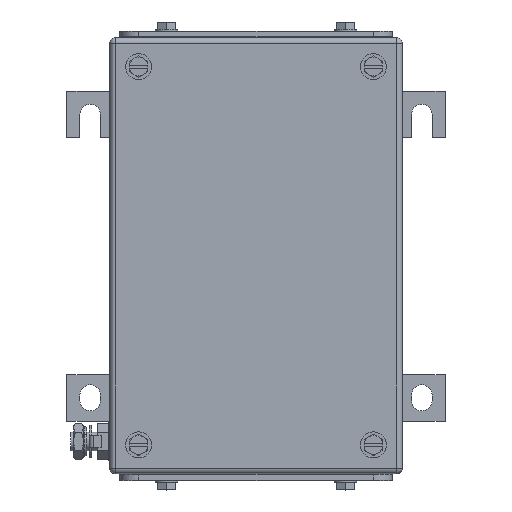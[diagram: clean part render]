
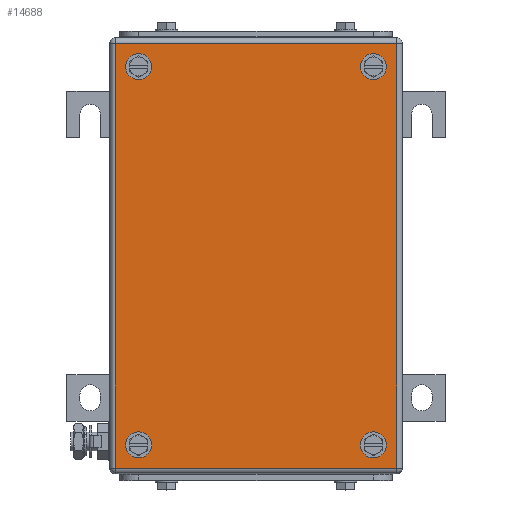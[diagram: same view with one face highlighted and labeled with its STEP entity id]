
A CAD part, top view. The second image highlights one B-rep face of the part: STEP entity #14688.
In plain terms, the highlighted planar face has unit normal (0, 0, 1).
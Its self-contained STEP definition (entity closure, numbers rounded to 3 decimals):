
#14562=AXIS2_PLACEMENT_3D('Circle Axis2P3D',#14560,#14561,$) ;
#14589=AXIS2_PLACEMENT_3D('Plane Axis2P3D',#14586,#14587,#14588) ;
#14627=AXIS2_PLACEMENT_3D('Circle Axis2P3D',#14625,#14626,$) ;
#14636=AXIS2_PLACEMENT_3D('Circle Axis2P3D',#14634,#14635,$) ;
#14645=AXIS2_PLACEMENT_3D('Circle Axis2P3D',#14643,#14644,$) ;
#14654=AXIS2_PLACEMENT_3D('Circle Axis2P3D',#14652,#14653,$) ;
#14663=AXIS2_PLACEMENT_3D('Circle Axis2P3D',#14661,#14662,$) ;
#14672=AXIS2_PLACEMENT_3D('Circle Axis2P3D',#14670,#14671,$) ;
#14681=AXIS2_PLACEMENT_3D('Circle Axis2P3D',#14679,#14680,$) ;
#14557=CARTESIAN_POINT('Vertex',(161.5,23.5,136.5)) ;
#14560=CARTESIAN_POINT('Axis2P3D Location',(165.,23.5,136.5)) ;
#14564=CARTESIAN_POINT('Vertex',(168.5,23.5,136.5)) ;
#14586=CARTESIAN_POINT('Axis2P3D Location',(101.5,125.5,136.5)) ;
#14591=CARTESIAN_POINT('Line Origine',(101.5,11.5,136.5)) ;
#14595=CARTESIAN_POINT('Vertex',(26.,11.5,136.5)) ;
#14597=CARTESIAN_POINT('Vertex',(177.,11.5,136.5)) ;
#14600=CARTESIAN_POINT('Line Origine',(177.,125.5,136.5)) ;
#14604=CARTESIAN_POINT('Vertex',(177.,239.5,136.5)) ;
#14607=CARTESIAN_POINT('Line Origine',(101.5,239.5,136.5)) ;
#14611=CARTESIAN_POINT('Vertex',(26.,239.5,136.5)) ;
#14614=CARTESIAN_POINT('Line Origine',(26.,125.5,136.5)) ;
#14625=CARTESIAN_POINT('Axis2P3D Location',(165.,23.5,136.5)) ;
#14634=CARTESIAN_POINT('Axis2P3D Location',(165.,227.5,136.5)) ;
#14638=CARTESIAN_POINT('Vertex',(168.5,227.5,136.5)) ;
#14640=CARTESIAN_POINT('Vertex',(161.5,227.5,136.5)) ;
#14643=CARTESIAN_POINT('Axis2P3D Location',(165.,227.5,136.5)) ;
#14652=CARTESIAN_POINT('Axis2P3D Location',(38.,227.5,136.5)) ;
#14656=CARTESIAN_POINT('Vertex',(34.5,227.5,136.5)) ;
#14658=CARTESIAN_POINT('Vertex',(41.5,227.5,136.5)) ;
#14661=CARTESIAN_POINT('Axis2P3D Location',(38.,227.5,136.5)) ;
#14670=CARTESIAN_POINT('Axis2P3D Location',(38.,23.5,136.5)) ;
#14674=CARTESIAN_POINT('Vertex',(34.5,23.5,136.5)) ;
#14676=CARTESIAN_POINT('Vertex',(41.5,23.5,136.5)) ;
#14679=CARTESIAN_POINT('Axis2P3D Location',(38.,23.5,136.5)) ;
#14561=DIRECTION('Axis2P3D Direction',(0.,0.,1.)) ;
#14587=DIRECTION('Axis2P3D Direction',(0.,0.,1.)) ;
#14588=DIRECTION('Axis2P3D XDirection',(-1.,0.,0.)) ;
#14592=DIRECTION('Vector Direction',(-1.,0.,0.)) ;
#14601=DIRECTION('Vector Direction',(0.,1.,0.)) ;
#14608=DIRECTION('Vector Direction',(-1.,0.,0.)) ;
#14615=DIRECTION('Vector Direction',(0.,-1.,0.)) ;
#14626=DIRECTION('Axis2P3D Direction',(0.,0.,1.)) ;
#14635=DIRECTION('Axis2P3D Direction',(0.,0.,1.)) ;
#14644=DIRECTION('Axis2P3D Direction',(0.,0.,1.)) ;
#14653=DIRECTION('Axis2P3D Direction',(0.,0.,1.)) ;
#14662=DIRECTION('Axis2P3D Direction',(0.,0.,1.)) ;
#14671=DIRECTION('Axis2P3D Direction',(0.,0.,1.)) ;
#14680=DIRECTION('Axis2P3D Direction',(0.,0.,1.)) ;
#14593=VECTOR('Line Direction',#14592,1.) ;
#14602=VECTOR('Line Direction',#14601,1.) ;
#14609=VECTOR('Line Direction',#14608,1.) ;
#14616=VECTOR('Line Direction',#14615,1.) ;
#14620=ORIENTED_EDGE('',*,*,#14599,.T.) ;
#14621=ORIENTED_EDGE('',*,*,#14606,.T.) ;
#14622=ORIENTED_EDGE('',*,*,#14613,.T.) ;
#14623=ORIENTED_EDGE('',*,*,#14618,.T.) ;
#14631=ORIENTED_EDGE('',*,*,#14629,.F.) ;
#14632=ORIENTED_EDGE('',*,*,#14566,.F.) ;
#14649=ORIENTED_EDGE('',*,*,#14642,.F.) ;
#14650=ORIENTED_EDGE('',*,*,#14647,.F.) ;
#14667=ORIENTED_EDGE('',*,*,#14660,.F.) ;
#14668=ORIENTED_EDGE('',*,*,#14665,.F.) ;
#14685=ORIENTED_EDGE('',*,*,#14678,.F.) ;
#14686=ORIENTED_EDGE('',*,*,#14683,.F.) ;
#14633=FACE_BOUND('',#14630,.T.) ;
#14651=FACE_BOUND('',#14648,.T.) ;
#14669=FACE_BOUND('',#14666,.T.) ;
#14687=FACE_BOUND('',#14684,.T.) ;
#14688=ADVANCED_FACE('1195670000.1\\1195670000.1\\Product6_AllCATPart.1\\ZUB_KTB_FS_221513_2GP_AllCATPart.2\\ZUB_DE_KTB_FS_260x260.1\\DE_KTB_MH_PART_MASTER.1\\Koerper.2',(#14624,#14633,#14651,#14669,#14687),#14590,.T.) ;
#14563=CIRCLE('generated circle',#14562,3.5) ;
#14628=CIRCLE('generated circle',#14627,3.5) ;
#14637=CIRCLE('generated circle',#14636,3.5) ;
#14646=CIRCLE('generated circle',#14645,3.5) ;
#14655=CIRCLE('generated circle',#14654,3.5) ;
#14664=CIRCLE('generated circle',#14663,3.5) ;
#14673=CIRCLE('generated circle',#14672,3.5) ;
#14682=CIRCLE('generated circle',#14681,3.5) ;
#14566=EDGE_CURVE('',#14558,#14565,#14563,.T.) ;
#14599=EDGE_CURVE('',#14596,#14598,#14594,.F.) ;
#14606=EDGE_CURVE('',#14598,#14605,#14603,.T.) ;
#14613=EDGE_CURVE('',#14605,#14612,#14610,.T.) ;
#14618=EDGE_CURVE('',#14612,#14596,#14617,.T.) ;
#14629=EDGE_CURVE('',#14565,#14558,#14628,.T.) ;
#14642=EDGE_CURVE('',#14639,#14641,#14637,.T.) ;
#14647=EDGE_CURVE('',#14641,#14639,#14646,.T.) ;
#14660=EDGE_CURVE('',#14657,#14659,#14655,.T.) ;
#14665=EDGE_CURVE('',#14659,#14657,#14664,.T.) ;
#14678=EDGE_CURVE('',#14675,#14677,#14673,.T.) ;
#14683=EDGE_CURVE('',#14677,#14675,#14682,.T.) ;
#14619=EDGE_LOOP('',(#14620,#14621,#14622,#14623)) ;
#14630=EDGE_LOOP('',(#14631,#14632)) ;
#14648=EDGE_LOOP('',(#14649,#14650)) ;
#14666=EDGE_LOOP('',(#14667,#14668)) ;
#14684=EDGE_LOOP('',(#14685,#14686)) ;
#14624=FACE_OUTER_BOUND('',#14619,.T.) ;
#14594=LINE('Line',#14591,#14593) ;
#14603=LINE('Line',#14600,#14602) ;
#14610=LINE('Line',#14607,#14609) ;
#14617=LINE('Line',#14614,#14616) ;
#14590=PLANE('',#14589) ;
#14558=VERTEX_POINT('',#14557) ;
#14565=VERTEX_POINT('',#14564) ;
#14596=VERTEX_POINT('',#14595) ;
#14598=VERTEX_POINT('',#14597) ;
#14605=VERTEX_POINT('',#14604) ;
#14612=VERTEX_POINT('',#14611) ;
#14639=VERTEX_POINT('',#14638) ;
#14641=VERTEX_POINT('',#14640) ;
#14657=VERTEX_POINT('',#14656) ;
#14659=VERTEX_POINT('',#14658) ;
#14675=VERTEX_POINT('',#14674) ;
#14677=VERTEX_POINT('',#14676) ;
